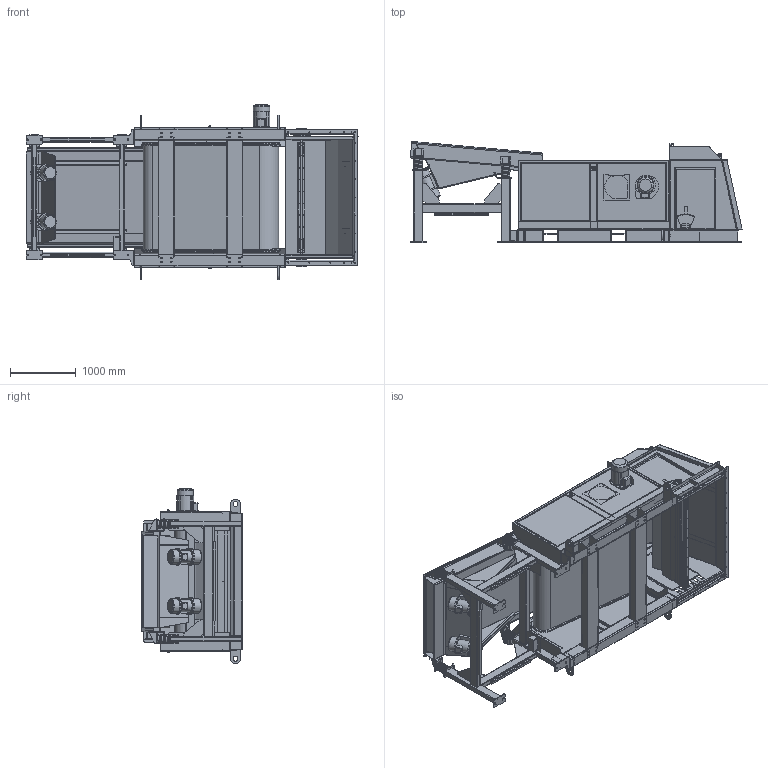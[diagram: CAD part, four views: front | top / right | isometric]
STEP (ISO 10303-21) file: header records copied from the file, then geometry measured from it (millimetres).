
FILE_DESCRIPTION(/* description */ ('REC MASTER'),/* implementation_level */ '2;1');
FILE_NAME(/* name */ 'E0136904.stp',/* time_stamp */ '2020-10-28T13:16:17+01:00',/* author */ ('tt'),/* organization */ (''),/* preprocessor_version */ 'ST-DEVELOPER v18.1',/* originating_system */ 'Autodesk Inventor 2021',/* authorisation */ '');
FILE_SCHEMA (('AUTOMOTIVE_DESIGN { 1 0 10303 214 3 1 1 }'));
Products named in the file (19): E0126747; E0126746; E0058699; E0126663; E0126673; 45.1800047; E0126730; E0134792; E0126721; E0127573; E0127568; E0127577; E0127575; E0127578; E0127579; E0127576; E0127567; MX00000085; E0126651
Assembly tree (18 placements, depth 2):
  E0126747
    E0126746
    E0058699
    E0126663
    E0126673
    45.1800047
    E0126730
    E0134792
    E0126721
    E0127573
    E0127568
    E0127577
    E0127575
    E0127578
    E0127579
    E0127576
    E0127567
    MX00000085
    E0126651
Bounding box: 5044.55 x 1534.46 x 2667.1 mm (x, y, z)
Volume: 346422397.4 mm3; surface area: 89610471.9 mm2
Topology: 29 solids, 29 shells, 3710 faces, 10298 edges, 6619 vertices
Faces by surface type: plane 2010, cylinder 1468, bspline 122, torus 44, cone 40, sphere 26
Full cylindrical faces by diameter (mm): 6.75 x20, 8 x2, 8.5 x6, 10 x7, 12 x18, 15 x4, 26.8 x2, 28.5 x2, 30 x2, 32 x2, 35 x4, 38 x1, 40 x4, 55 x2, 65 x1, 75 x4, 129.7 x40, 130.1 x40, 213.8 x1, 219 x4, 223.821 x1, 230 x1, 248 x1, 300 x1
Entity records: 137439 total; most frequent: CARTESIAN_POINT 36775, ORIENTED_EDGE 20382, DIRECTION 19991, EDGE_CURVE 10191, LINE 6795, VECTOR 6795, AXIS2_PLACEMENT_3D 6598, VERTEX_POINT 6396
